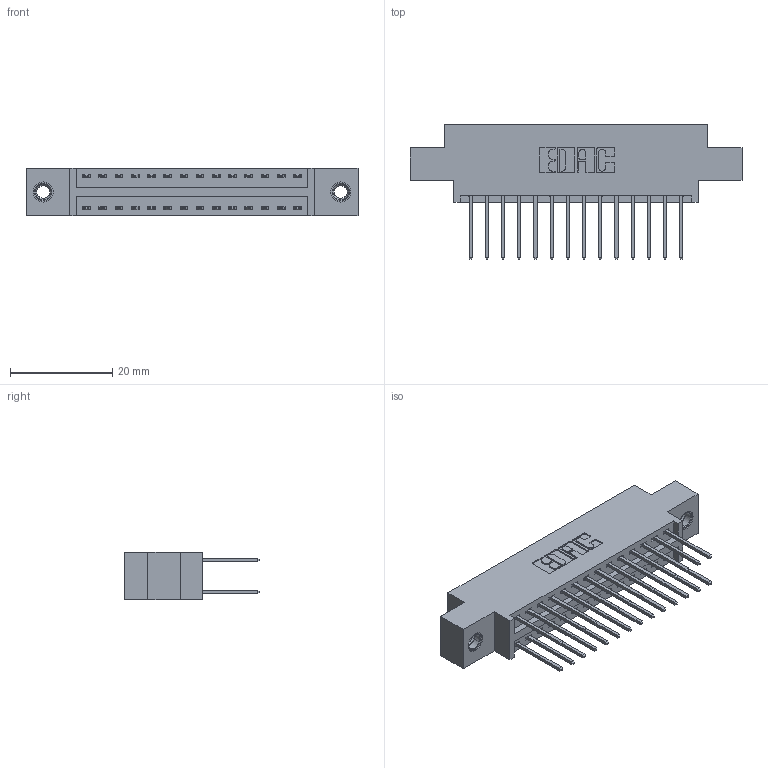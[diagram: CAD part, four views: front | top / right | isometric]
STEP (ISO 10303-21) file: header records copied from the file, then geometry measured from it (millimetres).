
FILE_DESCRIPTION (( 'STEP AP203' ), '1' );
FILE_NAME ('346-028-522-807.STEP', '2022-05-19T04:05:57', ( '' ), ( '' ), 'SwSTEP 2.0', 'SolidWorks 2020', '' );
FILE_SCHEMA (( 'CONFIG_CONTROL_DESIGN' ));
Length unit declared in the file: inch
Products named in the file (4): 345-250-001_345-250-005-103; 345-292-001_345-293-122; 346-028-522-807; 346 Part_0.170 Offset - 0.156 Dia-TI
Assembly tree (31 placements, depth 2):
  346-028-522-807
    346 Part_0.170 Offset - 0.156 Dia-TI
    345-292-001_345-293-122  x28
    345-250-001_345-250-005-103  x2
Bounding box: 65.02 x 26.42 x 9.4 mm (x, y, z)
Volume: 6026.8 mm3; surface area: 8390.1 mm2
Topology: 31 solids, 31 shells, 1642 faces, 4817 edges, 3166 vertices
Faces by surface type: plane 1092, cylinder 534, cone 12, torus 4
Entity records: 14242 total; most frequent: CARTESIAN_POINT 2371, ORIENTED_EDGE 2298, DIRECTION 2167, EDGE_CURVE 1149, LINE 941, VECTOR 941, VERTEX_POINT 760, AXIS2_PLACEMENT_3D 613
